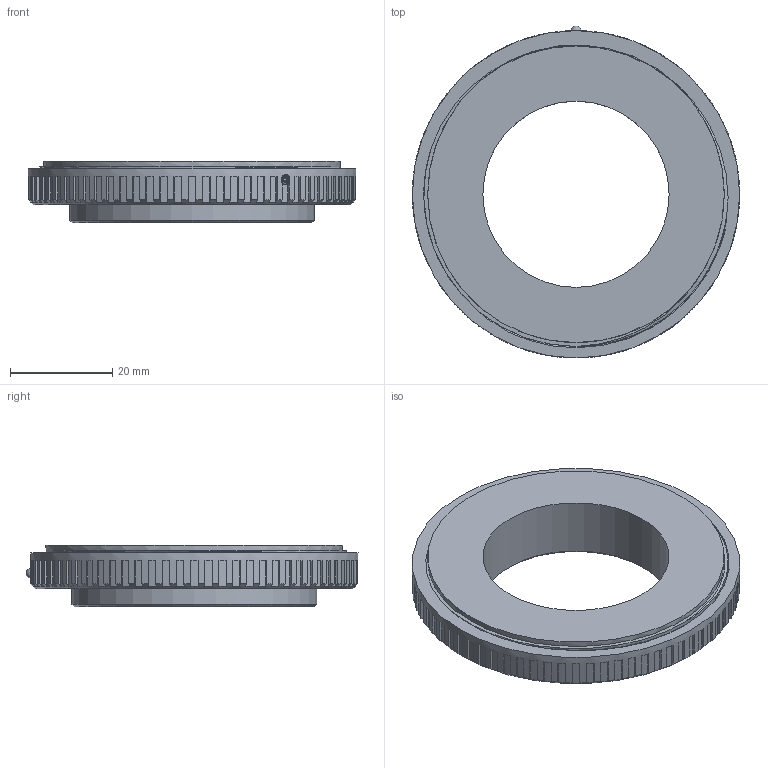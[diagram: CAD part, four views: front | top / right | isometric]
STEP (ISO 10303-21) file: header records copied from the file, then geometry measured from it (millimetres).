
FILE_DESCRIPTION(/* description */ (''),/* implementation_level */ '2;1');
FILE_NAME(/* name */ 'mountLensBase_canonFD_assembly',/* time_stamp */ '2023-12-06T13:26:19-05:00',/* author */ ('George Moua'),/* organization */ ('Archive 663'),/* preprocessor_version */ 'ST-DEVELOPER v16.7',/* originating_system */ 'Solid Edge',/* authorisation */ 'Unknown');
FILE_SCHEMA (('AUTOMOTIVE_DESIGN {1 0 10303 214 3 1 1}'));
Length unit declared in the file: millimetre
Products named in the file (5): mountLensBase; mountLensBase_canonFD_oa_0; mountLensBase_canonFD; mountLensBase_lockRing_canonFD; M2_setScrew_5mm
Assembly tree (4 placements, depth 3):
  mountLensBase
    mountLensBase_canonFD_oa_0
      mountLensBase_canonFD
      mountLensBase_lockRing_canonFD
      M2_setScrew_5mm
Bounding box: 64 x 64.9 x 12 mm (x, y, z)
Volume: 17757.3 mm3; surface area: 12513.2 mm2
Topology: 3 solids, 3 shells, 390 faces, 1168 edges, 782 vertices
Faces by surface type: plane 248, cylinder 107, cone 25, bspline 9, sphere 1
Full cylindrical faces by diameter (mm): 1.8 x1, 36.4 x1, 47.9 x1, 58 x2, 60 x2, 64 x1
Entity records: 25977 total; most frequent: CARTESIAN_POINT 15493, ORIENTED_EDGE 2268, DIRECTION 2142, EDGE_CURVE 1134, VERTEX_POINT 768, AXIS2_PLACEMENT_3D 753, LINE 636, VECTOR 636
